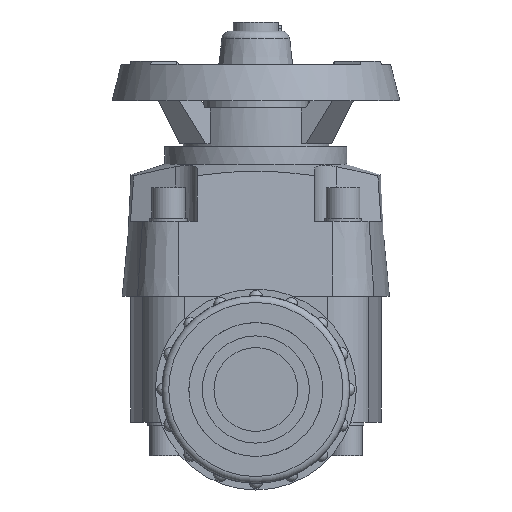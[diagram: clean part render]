
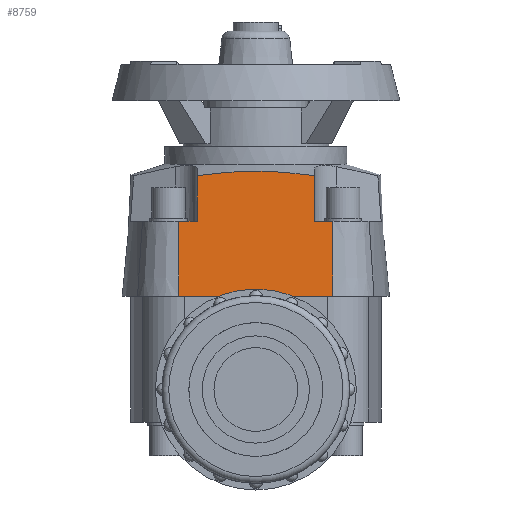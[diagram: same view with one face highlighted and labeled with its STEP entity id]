
A CAD part, left-side view. The second image highlights one B-rep face of the part: STEP entity #8759.
In plain terms, the highlighted planar face has unit normal (-0.998, 0, 0.07).
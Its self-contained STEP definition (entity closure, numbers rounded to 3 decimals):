
#477=CARTESIAN_POINT('',(-33.982,-17.5,63.856));
#478=VERTEX_POINT('',#477);
#479=CARTESIAN_POINT('',(-33.89,0.,65.181));
#480=VERTEX_POINT('',#479);
#481=CARTESIAN_POINT('',(-33.982,-17.5,63.856));
#482=CARTESIAN_POINT('',(-33.89,-8.214,65.181));
#483=CARTESIAN_POINT('',(-33.89,0.,65.181));
#491=(BOUNDED_CURVE()B_SPLINE_CURVE(2,(#481,#482,#483),.UNSPECIFIED.,.F.,.U.)B_SPLINE_CURVE_WITH_KNOTS((3,3),(47.628,76.777),.UNSPECIFIED.)CURVE()GEOMETRIC_REPRESENTATION_ITEM()RATIONAL_B_SPLINE_CURVE((1.633,1.74,1.74))REPRESENTATION_ITEM(''));
#492=EDGE_CURVE('',#478,#480,#491,.T.);
#719=CARTESIAN_POINT('',(-33.982,17.5,63.856));
#720=VERTEX_POINT('',#719);
#734=CARTESIAN_POINT('',(-33.89,0.,65.181));
#735=CARTESIAN_POINT('',(-33.89,8.214,65.181));
#736=CARTESIAN_POINT('',(-33.982,17.5,63.856));
#744=(BOUNDED_CURVE()B_SPLINE_CURVE(2,(#734,#735,#736),.UNSPECIFIED.,.F.,.U.)B_SPLINE_CURVE_WITH_KNOTS((3,3),(76.777,105.927),.UNSPECIFIED.)CURVE()GEOMETRIC_REPRESENTATION_ITEM()RATIONAL_B_SPLINE_CURVE((1.74,1.74,1.633))REPRESENTATION_ITEM(''));
#745=EDGE_CURVE('',#480,#720,#744,.T.);
#7783=CARTESIAN_POINT('',(-36.5,-23.003,27.85));
#7784=VERTEX_POINT('',#7783);
#7792=CARTESIAN_POINT('',(-36.5,23.003,27.85));
#7793=VERTEX_POINT('',#7792);
#7794=CARTESIAN_POINT('',(-36.5,23.003,27.85));
#7795=DIRECTION('',(0.0,-1.0,0.0));
#7796=VECTOR('',#7795,46.006);
#7797=LINE('',#7794,#7796);
#7798=EDGE_CURVE('',#7793,#7784,#7797,.T.);
#8289=CARTESIAN_POINT('',(-34.939,-17.5,50.167));
#8290=VERTEX_POINT('',#8289);
#8291=CARTESIAN_POINT('',(-34.939,-17.5,50.167));
#8292=DIRECTION('',(0.07,0.0,0.998));
#8293=VECTOR('',#8292,13.722);
#8294=LINE('',#8291,#8293);
#8295=EDGE_CURVE('',#8290,#478,#8294,.T.);
#8376=CARTESIAN_POINT('',(-34.939,-23.003,50.167));
#8377=VERTEX_POINT('',#8376);
#8378=CARTESIAN_POINT('',(-34.939,-23.003,50.167));
#8379=DIRECTION('',(0.0,1.0,0.0));
#8380=VECTOR('',#8379,5.503);
#8381=LINE('',#8378,#8380);
#8382=EDGE_CURVE('',#8377,#8290,#8381,.T.);
#8414=CARTESIAN_POINT('',(-34.939,17.5,50.167));
#8415=VERTEX_POINT('',#8414);
#8416=CARTESIAN_POINT('',(-34.939,23.003,50.167));
#8417=VERTEX_POINT('',#8416);
#8418=CARTESIAN_POINT('',(-34.939,17.5,50.167));
#8419=DIRECTION('',(0.0,1.0,0.0));
#8420=VECTOR('',#8419,5.503);
#8421=LINE('',#8418,#8420);
#8422=EDGE_CURVE('',#8415,#8417,#8421,.T.);
#8522=CARTESIAN_POINT('',(-33.982,17.5,63.856));
#8523=DIRECTION('',(-0.07,0.0,-0.998));
#8524=VECTOR('',#8523,13.722);
#8525=LINE('',#8522,#8524);
#8526=EDGE_CURVE('',#720,#8415,#8525,.T.);
#8547=CARTESIAN_POINT('',(-36.5,23.003,27.85));
#8548=DIRECTION('',(0.07,0.,0.998));
#8549=VECTOR('',#8548,22.371);
#8550=LINE('',#8547,#8549);
#8551=EDGE_CURVE('',#7793,#8417,#8550,.T.);
#8732=CARTESIAN_POINT('',(-36.5,-23.003,27.85));
#8733=DIRECTION('',(0.07,0.0,0.998));
#8734=VECTOR('',#8733,22.371);
#8735=LINE('',#8732,#8734);
#8736=EDGE_CURVE('',#7784,#8377,#8735,.T.);
#8743=CARTESIAN_POINT('',(-36.5,-23.003,27.85));
#8744=DIRECTION('',(-0.998,0.0,0.07));
#8745=DIRECTION('',(0.07,0.0,0.998));
#8746=AXIS2_PLACEMENT_3D('',#8743,#8744,#8745);
#8747=PLANE('',#8746);
#8748=ORIENTED_EDGE('',*,*,#8295,.T.);
#8749=ORIENTED_EDGE('',*,*,#492,.T.);
#8750=ORIENTED_EDGE('',*,*,#745,.T.);
#8751=ORIENTED_EDGE('',*,*,#8526,.T.);
#8752=ORIENTED_EDGE('',*,*,#8422,.T.);
#8753=ORIENTED_EDGE('',*,*,#8551,.F.);
#8754=ORIENTED_EDGE('',*,*,#7798,.T.);
#8755=ORIENTED_EDGE('',*,*,#8736,.T.);
#8756=ORIENTED_EDGE('',*,*,#8382,.T.);
#8757=EDGE_LOOP('',(#8748,#8749,#8750,#8751,#8752,#8753,#8754,#8755,#8756));
#8758=FACE_OUTER_BOUND('',#8757,.T.);
#8759=ADVANCED_FACE('',(#8758),#8747,.T.);
